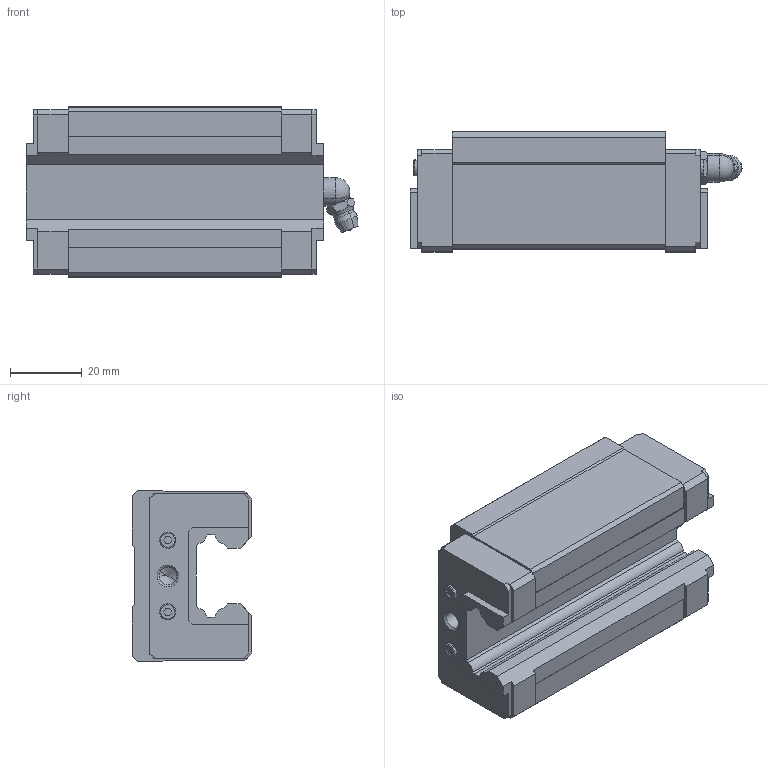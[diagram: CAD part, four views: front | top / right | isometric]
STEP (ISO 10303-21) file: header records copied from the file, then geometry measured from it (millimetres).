
FILE_DESCRIPTION(('CATIA V5 STEP Exchange'),'2;1');
FILE_NAME('HSV25RSS_BLOCK_B-M6F.stp','2015-11-25T06:36:44+00:00',('none'),('none'),'Version 5-6 Release 2012','CATIA V5 STEP AP203','none');
FILE_SCHEMA(('CONFIG_CONTROL_DESIGN'));
Length unit declared in the file: millimetre
Products named in the file (1): HSV25RSS_BLOCK_B-M6F
Assembly tree (2 placements, depth 2):
  HSV25RSS_BLOCK_B-M6F
    #57
    #5135
Bounding box: 92.7 x 33.5 x 48 mm (x, y, z)
Volume: 95349 mm3; surface area: 19468.1 mm2
Topology: 2 solids, 2 shells, 230 faces, 599 edges, 434 vertices
Faces by surface type: plane 148, cone 36, cylinder 28, torus 12, sphere 6
Entity records: 6562 total; most frequent: CARTESIAN_POINT 1374, ORIENTED_EDGE 1166, DIRECTION 839, EDGE_CURVE 583, VECTOR 432, LINE 432, VERTEX_POINT 374, AXIS2_PLACEMENT_3D 264
